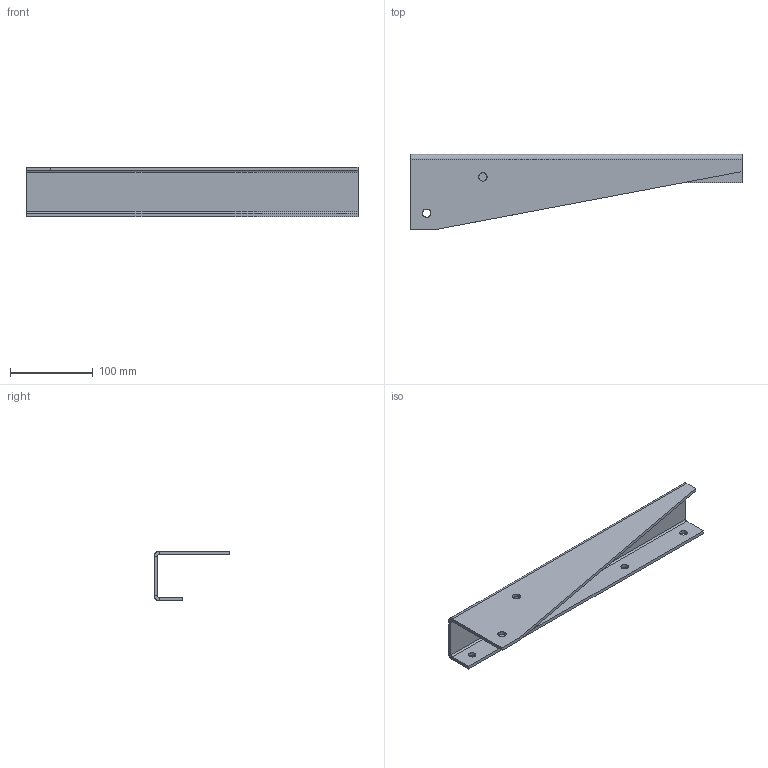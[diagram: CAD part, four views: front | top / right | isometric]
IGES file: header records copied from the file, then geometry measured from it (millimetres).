
Start section: SolidWorks IGES file using analytic representation for surfaces
Global section: file name: support_charniere_inf_reverse.IGS; native system: SolidWorks 2014; preprocessor: SolidWorks 2014; author: Labbé Loïc; date: 210416.193103; units: millimetre
Bounding box: 400 x 91 x 60 mm (x, y, z)
Surface area: 117168.5 mm2 (no closed solid volume)
Topology: 0 solids, 0 shells, 35 faces, 582 edges, 582 vertices
Faces by surface type: bspline 19, revolution 16
